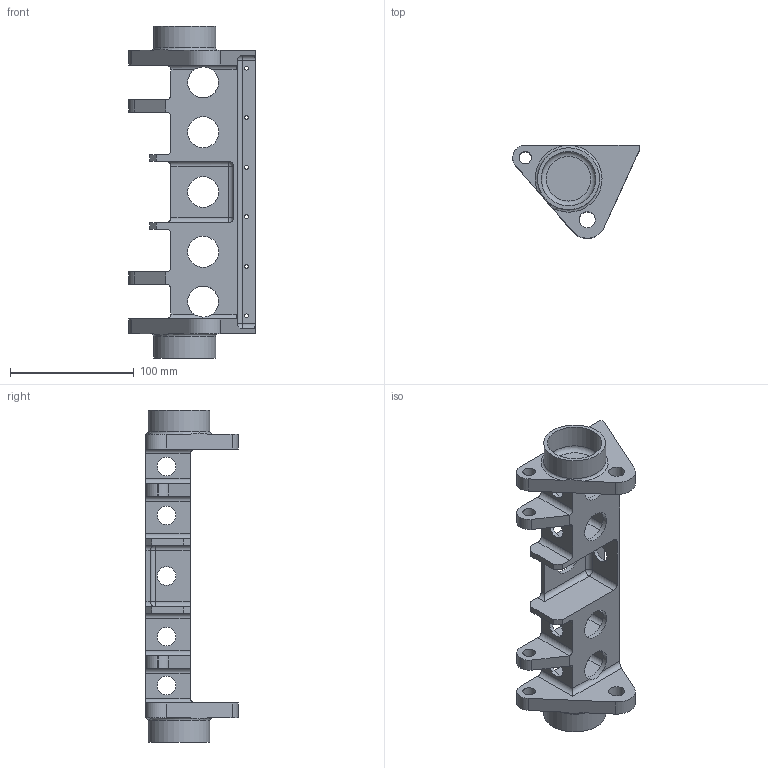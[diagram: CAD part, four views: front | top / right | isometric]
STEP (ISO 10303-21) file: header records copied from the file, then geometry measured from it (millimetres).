
FILE_DESCRIPTION(('STEP AP203'), '1');
FILE_NAME('Test file header', '2013-04-23T08:14:19', ('Default Math Test author'), ('Default Math Test organization'), 'ASCON STEP Converter 1.3', 'ASCON Math Kernel', 'Default Math Test authization');
FILE_SCHEMA(('CONFIG_CONTROL_DESIGN'));
Length unit declared in the file: millimetre
Products named in the file (1): 1
Bounding box: 102 x 75 x 268 mm (x, y, z)
Volume: 236156.3 mm3; surface area: 101259.7 mm2
Topology: 1 solids, 1 shells, 182 faces, 470 edges, 274 vertices
Faces by surface type: cylinder 92, plane 66, sphere 20, torus 4
Full cylindrical faces by diameter (mm): 3.1 x6, 10 x4, 13 x2, 15 x9, 25 x5, 44 x2, 50 x2
Entity records: 5696 total; most frequent: CARTESIAN_POINT 1149, DIRECTION 986, ORIENTED_EDGE 900, EDGE_CURVE 450, AXIS2_PLACEMENT_3D 367, VERTEX_POINT 274, LINE 252, VECTOR 252
